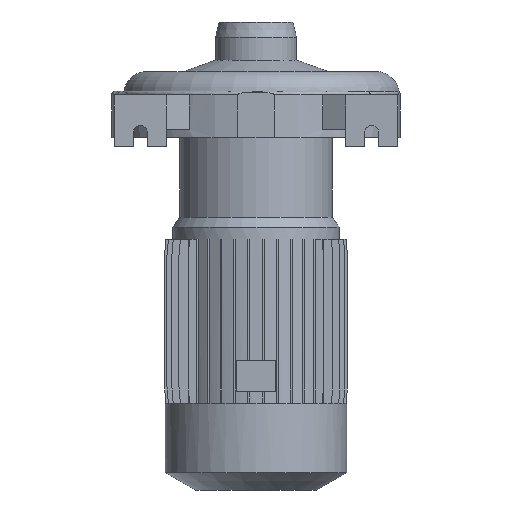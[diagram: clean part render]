
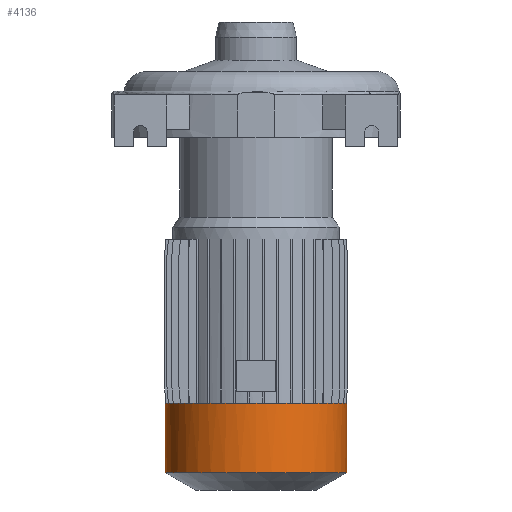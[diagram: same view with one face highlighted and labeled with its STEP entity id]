
A CAD part, front view. The second image highlights one B-rep face of the part: STEP entity #4136.
In plain terms, the highlighted cylindrical face has radius 78.5 mm (diameter 157 mm), a partial arc.
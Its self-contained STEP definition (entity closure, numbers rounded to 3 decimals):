
#38 = CARTESIAN_POINT ( 'NONE',  ( 0., 0., 63. ) ) ;
#93 = DIRECTION ( 'NONE',  ( 1., 0., 0. ) ) ;
#150 = CYLINDRICAL_SURFACE ( 'NONE', #7023, 78.5 ) ;
#348 = CARTESIAN_POINT ( 'NONE',  ( 78.5, 0., -267. ) ) ;
#733 = ORIENTED_EDGE ( 'NONE', *, *, #7356, .T. ) ;
#891 = EDGE_CURVE ( 'NONE', #3054, #11112, #9103, .T. ) ;
#1333 = DIRECTION ( 'NONE',  ( 1., 0., 0. ) ) ;
#3054 = VERTEX_POINT ( 'NONE', #3431 ) ;
#3431 = CARTESIAN_POINT ( 'NONE',  ( -78.5, 0., -267. ) ) ;
#3591 = CARTESIAN_POINT ( 'NONE',  ( -78.5, 0., -327. ) ) ;
#4136 = ADVANCED_FACE ( 'NONE', ( #8456 ), #150, .T. ) ;
#4146 = EDGE_CURVE ( 'NONE', #10971, #11112, #11133, .T. ) ;
#4397 = DIRECTION ( 'NONE',  ( 0., 0., 1. ) ) ;
#4755 = ORIENTED_EDGE ( 'NONE', *, *, #9112, .F. ) ;
#5140 = CARTESIAN_POINT ( 'NONE',  ( 78.5, 0., -327. ) ) ;
#5294 = VERTEX_POINT ( 'NONE', #3591 ) ;
#5539 = CARTESIAN_POINT ( 'NONE',  ( -78.5, 0., 63. ) ) ;
#6608 = CIRCLE ( 'NONE', #8349, 78.5 ) ;
#6801 = VECTOR ( 'NONE', #4397, 1000. ) ;
#7023 = AXIS2_PLACEMENT_3D ( 'NONE', #38, #9367, #93 ) ;
#7341 = DIRECTION ( 'NONE',  ( 0., 0., 1. ) ) ;
#7356 = EDGE_CURVE ( 'NONE', #5294, #10971, #6608, .T. ) ;
#7418 = LINE ( 'NONE', #5539, #6801 ) ;
#7667 = EDGE_LOOP ( 'NONE', ( #4755, #733, #10740, #11555 ) ) ;
#7740 = AXIS2_PLACEMENT_3D ( 'NONE', #9361, #7341, #11063 ) ;
#8349 = AXIS2_PLACEMENT_3D ( 'NONE', #9691, #9580, #1333 ) ;
#8456 = FACE_OUTER_BOUND ( 'NONE', #7667, .T. ) ;
#9103 = CIRCLE ( 'NONE', #7740, 78.5 ) ;
#9112 = EDGE_CURVE ( 'NONE', #5294, #3054, #7418, .T. ) ;
#9361 = CARTESIAN_POINT ( 'NONE',  ( 0., 0., -267. ) ) ;
#9367 = DIRECTION ( 'NONE',  ( 0., 0., 1. ) ) ;
#9580 = DIRECTION ( 'NONE',  ( 0., 0., 1. ) ) ;
#9691 = CARTESIAN_POINT ( 'NONE',  ( 0., 0., -327. ) ) ;
#10740 = ORIENTED_EDGE ( 'NONE', *, *, #4146, .T. ) ;
#10971 = VERTEX_POINT ( 'NONE', #5140 ) ;
#11063 = DIRECTION ( 'NONE',  ( 1., 0., 0. ) ) ;
#11112 = VERTEX_POINT ( 'NONE', #348 ) ;
#11133 = LINE ( 'NONE', #11188, #11304 ) ;
#11188 = CARTESIAN_POINT ( 'NONE',  ( 78.5, 0., 63. ) ) ;
#11304 = VECTOR ( 'NONE', #11986, 1000. ) ;
#11555 = ORIENTED_EDGE ( 'NONE', *, *, #891, .F. ) ;
#11986 = DIRECTION ( 'NONE',  ( 0., 0., 1. ) ) ;
